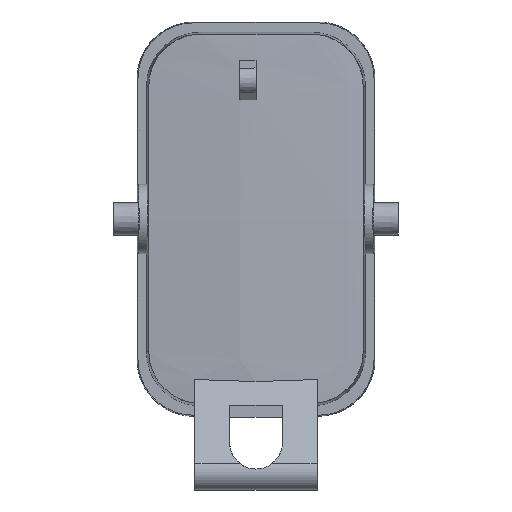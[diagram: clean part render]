
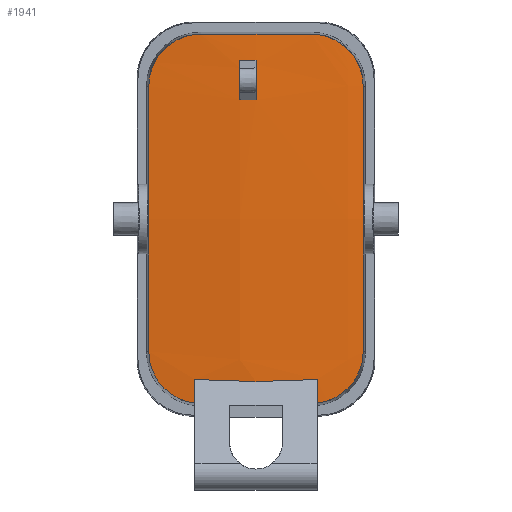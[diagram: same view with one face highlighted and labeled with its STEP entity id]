
A CAD part, top view. The second image highlights one B-rep face of the part: STEP entity #1941.
In plain terms, the highlighted face is a revolution surface.
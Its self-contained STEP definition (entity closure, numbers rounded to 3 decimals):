
#41=CARTESIAN_POINT('Vertex',(24.95,13.587,22.974)) ;
#88=CARTESIAN_POINT('Vertex',(24.95,10.698,22.872)) ;
#92=CARTESIAN_POINT('Control Point',(24.95,10.698,22.872)) ;
#93=CARTESIAN_POINT('Control Point',(24.95,11.275,22.894)) ;
#94=CARTESIAN_POINT('Control Point',(24.95,11.853,22.915)) ;
#95=CARTESIAN_POINT('Control Point',(24.95,12.431,22.935)) ;
#96=CARTESIAN_POINT('Control Point',(24.95,13.009,22.955)) ;
#97=CARTESIAN_POINT('Control Point',(24.95,13.587,22.974)) ;
#116=CARTESIAN_POINT('Control Point',(9.95,10.698,22.872)) ;
#117=CARTESIAN_POINT('Control Point',(9.95,11.275,22.894)) ;
#118=CARTESIAN_POINT('Control Point',(9.95,11.853,22.915)) ;
#119=CARTESIAN_POINT('Control Point',(9.95,12.431,22.935)) ;
#120=CARTESIAN_POINT('Control Point',(9.95,13.009,22.955)) ;
#121=CARTESIAN_POINT('Control Point',(9.95,13.587,22.974)) ;
#122=CARTESIAN_POINT('Vertex',(9.95,10.698,22.872)) ;
#124=CARTESIAN_POINT('Vertex',(9.95,13.587,22.974)) ;
#1138=CARTESIAN_POINT('Vertex',(4.282,17.023,22.656)) ;
#1142=CARTESIAN_POINT('Control Point',(4.282,49.623,22.656)) ;
#1143=CARTESIAN_POINT('Control Point',(4.287,38.759,22.953)) ;
#1144=CARTESIAN_POINT('Control Point',(4.287,27.887,22.953)) ;
#1145=CARTESIAN_POINT('Control Point',(4.282,17.023,22.656)) ;
#1146=CARTESIAN_POINT('Vertex',(4.282,49.623,22.656)) ;
#1171=CARTESIAN_POINT('Control Point',(4.282,49.623,22.656)) ;
#1172=CARTESIAN_POINT('Control Point',(4.281,51.625,22.601)) ;
#1173=CARTESIAN_POINT('Control Point',(5.066,53.631,22.612)) ;
#1174=CARTESIAN_POINT('Control Point',(6.652,55.209,22.705)) ;
#1175=CARTESIAN_POINT('Control Point',(8.652,55.989,22.809)) ;
#1176=CARTESIAN_POINT('Control Point',(10.65,55.987,22.907)) ;
#1177=CARTESIAN_POINT('Vertex',(10.65,55.987,22.907)) ;
#1201=CARTESIAN_POINT('Vertex',(24.25,55.987,22.907)) ;
#1205=CARTESIAN_POINT('Control Point',(10.65,55.987,22.907)) ;
#1206=CARTESIAN_POINT('Control Point',(15.18,55.983,23.128)) ;
#1207=CARTESIAN_POINT('Control Point',(19.72,55.983,23.128)) ;
#1208=CARTESIAN_POINT('Control Point',(24.25,55.987,22.907)) ;
#1223=CARTESIAN_POINT('Control Point',(30.618,49.623,22.656)) ;
#1224=CARTESIAN_POINT('Control Point',(30.619,51.625,22.601)) ;
#1225=CARTESIAN_POINT('Control Point',(29.834,53.631,22.612)) ;
#1226=CARTESIAN_POINT('Control Point',(28.248,55.209,22.705)) ;
#1227=CARTESIAN_POINT('Control Point',(26.248,55.989,22.809)) ;
#1228=CARTESIAN_POINT('Control Point',(24.25,55.987,22.907)) ;
#1229=CARTESIAN_POINT('Vertex',(30.618,49.623,22.656)) ;
#1250=CARTESIAN_POINT('Control Point',(30.618,17.023,22.656)) ;
#1251=CARTESIAN_POINT('Control Point',(30.613,27.887,22.953)) ;
#1252=CARTESIAN_POINT('Control Point',(30.613,38.759,22.953)) ;
#1253=CARTESIAN_POINT('Control Point',(30.618,49.623,22.656)) ;
#1254=CARTESIAN_POINT('Vertex',(30.618,17.023,22.656)) ;
#1296=CARTESIAN_POINT('Control Point',(30.618,17.023,22.656)) ;
#1297=CARTESIAN_POINT('Control Point',(30.619,15.162,22.605)) ;
#1298=CARTESIAN_POINT('Control Point',(29.941,13.298,22.611)) ;
#1299=CARTESIAN_POINT('Control Point',(28.57,11.775,22.686)) ;
#1300=CARTESIAN_POINT('Control Point',(26.797,10.9,22.78)) ;
#1301=CARTESIAN_POINT('Control Point',(24.95,10.698,22.872)) ;
#1860=CARTESIAN_POINT('Control Point',(17.45,56.136,23.067)) ;
#1861=CARTESIAN_POINT('Control Point',(17.45,40.997,23.643)) ;
#1862=CARTESIAN_POINT('Control Point',(17.45,25.836,23.646)) ;
#1863=CARTESIAN_POINT('Control Point',(17.45,10.698,23.074)) ;
#1864=CARTESIAN_POINT('Axis1P Location',(17.45,33.323,-116.)) ;
#1869=CARTESIAN_POINT('Control Point',(4.282,17.023,22.656)) ;
#1870=CARTESIAN_POINT('Control Point',(4.281,15.162,22.605)) ;
#1871=CARTESIAN_POINT('Control Point',(4.96,13.298,22.611)) ;
#1872=CARTESIAN_POINT('Control Point',(6.33,11.775,22.686)) ;
#1873=CARTESIAN_POINT('Control Point',(8.103,10.9,22.78)) ;
#1874=CARTESIAN_POINT('Control Point',(9.95,10.698,22.872)) ;
#1877=CARTESIAN_POINT('Control Point',(9.95,13.587,22.974)) ;
#1878=CARTESIAN_POINT('Control Point',(14.938,13.245,23.232)) ;
#1879=CARTESIAN_POINT('Control Point',(19.962,13.245,23.232)) ;
#1880=CARTESIAN_POINT('Control Point',(24.95,13.587,22.974)) ;
#1895=CARTESIAN_POINT('Control Point',(15.45,51.869,23.2)) ;
#1896=CARTESIAN_POINT('Control Point',(15.45,50.557,23.241)) ;
#1897=CARTESIAN_POINT('Control Point',(15.45,49.245,23.277)) ;
#1898=CARTESIAN_POINT('Control Point',(15.45,47.932,23.309)) ;
#1899=CARTESIAN_POINT('Vertex',(15.45,51.869,23.2)) ;
#1901=CARTESIAN_POINT('Vertex',(15.45,47.932,23.309)) ;
#1905=CARTESIAN_POINT('Control Point',(17.45,52.328,23.2)) ;
#1906=CARTESIAN_POINT('Control Point',(16.933,52.328,23.2)) ;
#1907=CARTESIAN_POINT('Control Point',(16.416,52.247,23.2)) ;
#1908=CARTESIAN_POINT('Control Point',(15.919,52.087,23.2)) ;
#1909=CARTESIAN_POINT('Control Point',(15.45,51.869,23.2)) ;
#1910=CARTESIAN_POINT('Vertex',(17.45,52.328,23.2)) ;
#1914=CARTESIAN_POINT('Control Point',(17.45,47.937,23.323)) ;
#1915=CARTESIAN_POINT('Control Point',(17.45,49.401,23.287)) ;
#1916=CARTESIAN_POINT('Control Point',(17.45,50.865,23.246)) ;
#1917=CARTESIAN_POINT('Control Point',(17.45,52.328,23.2)) ;
#1918=CARTESIAN_POINT('Vertex',(17.45,47.937,23.323)) ;
#1922=CARTESIAN_POINT('Control Point',(17.45,47.937,23.323)) ;
#1923=CARTESIAN_POINT('Control Point',(17.45,47.928,23.323)) ;
#1924=CARTESIAN_POINT('Control Point',(17.45,47.919,23.324)) ;
#1925=CARTESIAN_POINT('Vertex',(17.45,47.919,23.324)) ;
#1929=CARTESIAN_POINT('Control Point',(15.45,47.932,23.309)) ;
#1930=CARTESIAN_POINT('Control Point',(16.117,47.93,23.318)) ;
#1931=CARTESIAN_POINT('Control Point',(16.783,47.925,23.323)) ;
#1932=CARTESIAN_POINT('Control Point',(17.45,47.919,23.324)) ;
#1865=DIRECTION('Axis1P Direction',(-0.,1.,0.)) ;
#1866=AXIS1_PLACEMENT('Revolution Surface Axis1P',#1864,#1865) ;
#1883=ORIENTED_EDGE('',*,*,#1302,.T.) ;
#1884=ORIENTED_EDGE('',*,*,#1256,.T.) ;
#1885=ORIENTED_EDGE('',*,*,#1231,.T.) ;
#1886=ORIENTED_EDGE('',*,*,#1209,.T.) ;
#1887=ORIENTED_EDGE('',*,*,#1179,.T.) ;
#1888=ORIENTED_EDGE('',*,*,#1148,.T.) ;
#1889=ORIENTED_EDGE('',*,*,#1875,.T.) ;
#1890=ORIENTED_EDGE('',*,*,#126,.T.) ;
#1891=ORIENTED_EDGE('',*,*,#1881,.T.) ;
#1892=ORIENTED_EDGE('',*,*,#98,.F.) ;
#1935=ORIENTED_EDGE('',*,*,#1903,.F.) ;
#1936=ORIENTED_EDGE('',*,*,#1912,.F.) ;
#1937=ORIENTED_EDGE('',*,*,#1920,.F.) ;
#1938=ORIENTED_EDGE('',*,*,#1927,.T.) ;
#1939=ORIENTED_EDGE('',*,*,#1933,.T.) ;
#1940=FACE_BOUND('',#1934,.T.) ;
#1941=ADVANCED_FACE('52879_HDC_HQP_DOD_2BO_CS.1\\VRFE HQ.1\\K\X2\00F6\X0\rper.2',(#1893,#1940),#1867,.F.) ;
#91=B_SPLINE_CURVE_WITH_KNOTS('',5,(#92,#93,#94,#95,#96,#97),.UNSPECIFIED.,.F.,.U.,(6,6),(0.264,4.353),.UNSPECIFIED.) ;
#115=B_SPLINE_CURVE_WITH_KNOTS('',5,(#116,#117,#118,#119,#120,#121),.UNSPECIFIED.,.F.,.U.,(6,6),(0.264,4.353),.UNSPECIFIED.) ;
#1141=B_SPLINE_CURVE_WITH_KNOTS('',3,(#1142,#1143,#1144,#1145),.UNSPECIFIED.,.F.,.U.,(4,4),(22.433,68.542),.UNSPECIFIED.) ;
#1170=B_SPLINE_CURVE_WITH_KNOTS('',5,(#1171,#1172,#1173,#1174,#1175,#1176),.UNSPECIFIED.,.F.,.U.,(6,6),(21.703,36.176),.UNSPECIFIED.) ;
#1204=B_SPLINE_CURVE_WITH_KNOTS('',3,(#1205,#1206,#1207,#1208),.UNSPECIFIED.,.F.,.U.,(4,4),(17.535,36.788),.UNSPECIFIED.) ;
#1222=B_SPLINE_CURVE_WITH_KNOTS('',5,(#1223,#1224,#1225,#1226,#1227,#1228),.UNSPECIFIED.,.F.,.U.,(6,6),(21.703,36.176),.UNSPECIFIED.) ;
#1249=B_SPLINE_CURVE_WITH_KNOTS('',3,(#1250,#1251,#1252,#1253),.UNSPECIFIED.,.F.,.U.,(4,4),(22.433,68.542),.UNSPECIFIED.) ;
#1295=B_SPLINE_CURVE_WITH_KNOTS('',5,(#1296,#1297,#1298,#1299,#1300,#1301),.UNSPECIFIED.,.F.,.U.,(6,6),(21.703,35.16),.UNSPECIFIED.) ;
#1859=B_SPLINE_CURVE_WITH_KNOTS('',3,(#1860,#1861,#1862,#1863),.UNSPECIFIED.,.F.,.U.,(4,4),(919.66,965.109),.UNSPECIFIED.) ;
#1868=B_SPLINE_CURVE_WITH_KNOTS('',5,(#1869,#1870,#1871,#1872,#1873,#1874),.UNSPECIFIED.,.F.,.U.,(6,6),(21.703,35.16),.UNSPECIFIED.) ;
#1876=B_SPLINE_CURVE_WITH_KNOTS('',3,(#1877,#1878,#1879,#1880),.UNSPECIFIED.,.F.,.U.,(4,4),(0.,21.245),.UNSPECIFIED.) ;
#1894=B_SPLINE_CURVE_WITH_KNOTS('',3,(#1895,#1896,#1897,#1898),.UNSPECIFIED.,.F.,.U.,(4,4),(0.,5.57),.UNSPECIFIED.) ;
#1904=B_SPLINE_CURVE_WITH_KNOTS('',4,(#1905,#1906,#1907,#1908,#1909),.UNSPECIFIED.,.F.,.U.,(5,5),(0.,2.926),.UNSPECIFIED.) ;
#1913=B_SPLINE_CURVE_WITH_KNOTS('',3,(#1914,#1915,#1916,#1917),.UNSPECIFIED.,.F.,.U.,(4,4),(0.063,6.275),.UNSPECIFIED.) ;
#1921=B_SPLINE_CURVE_WITH_KNOTS('',2,(#1922,#1923,#1924),.UNSPECIFIED.,.F.,.U.,(3,3),(0.,0.026),.UNSPECIFIED.) ;
#1928=B_SPLINE_CURVE_WITH_KNOTS('',3,(#1929,#1930,#1931,#1932),.UNSPECIFIED.,.F.,.U.,(4,4),(0.,2.828),.UNSPECIFIED.) ;
#98=EDGE_CURVE('',#89,#42,#91,.T.) ;
#126=EDGE_CURVE('',#123,#125,#115,.T.) ;
#1148=EDGE_CURVE('',#1147,#1139,#1141,.T.) ;
#1179=EDGE_CURVE('',#1178,#1147,#1170,.F.) ;
#1209=EDGE_CURVE('',#1202,#1178,#1204,.F.) ;
#1231=EDGE_CURVE('',#1230,#1202,#1222,.T.) ;
#1256=EDGE_CURVE('',#1255,#1230,#1249,.T.) ;
#1302=EDGE_CURVE('',#89,#1255,#1295,.F.) ;
#1875=EDGE_CURVE('',#1139,#123,#1868,.T.) ;
#1881=EDGE_CURVE('',#125,#42,#1876,.T.) ;
#1903=EDGE_CURVE('',#1900,#1902,#1894,.T.) ;
#1912=EDGE_CURVE('',#1911,#1900,#1904,.T.) ;
#1920=EDGE_CURVE('',#1919,#1911,#1913,.T.) ;
#1927=EDGE_CURVE('',#1919,#1926,#1921,.T.) ;
#1933=EDGE_CURVE('',#1926,#1902,#1928,.F.) ;
#1882=EDGE_LOOP('',(#1883,#1884,#1885,#1886,#1887,#1888,#1889,#1890,#1891,#1892)) ;
#1934=EDGE_LOOP('',(#1935,#1936,#1937,#1938,#1939)) ;
#1893=FACE_OUTER_BOUND('',#1882,.T.) ;
#1867=SURFACE_OF_REVOLUTION('Surface of Revolution',#1859,#1866) ;
#42=VERTEX_POINT('',#41) ;
#89=VERTEX_POINT('',#88) ;
#123=VERTEX_POINT('',#122) ;
#125=VERTEX_POINT('',#124) ;
#1139=VERTEX_POINT('',#1138) ;
#1147=VERTEX_POINT('',#1146) ;
#1178=VERTEX_POINT('',#1177) ;
#1202=VERTEX_POINT('',#1201) ;
#1230=VERTEX_POINT('',#1229) ;
#1255=VERTEX_POINT('',#1254) ;
#1900=VERTEX_POINT('',#1899) ;
#1902=VERTEX_POINT('',#1901) ;
#1911=VERTEX_POINT('',#1910) ;
#1919=VERTEX_POINT('',#1918) ;
#1926=VERTEX_POINT('',#1925) ;
